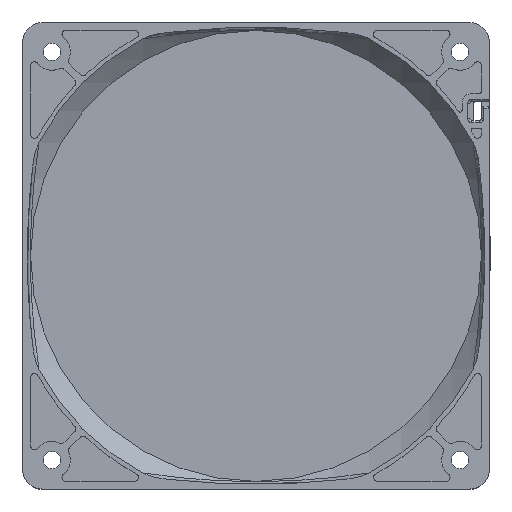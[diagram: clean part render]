
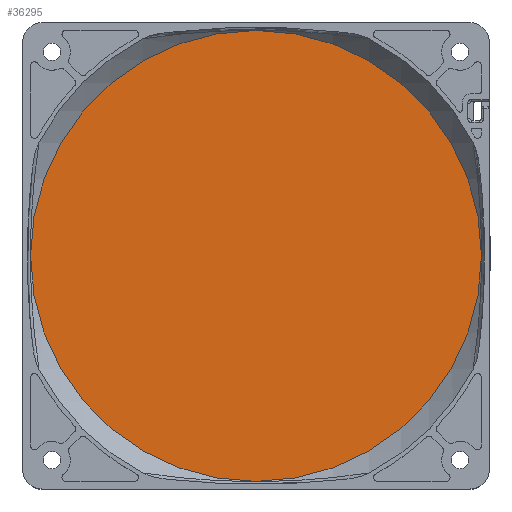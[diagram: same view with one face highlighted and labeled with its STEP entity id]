
A CAD part, top view. The second image highlights one B-rep face of the part: STEP entity #36295.
In plain terms, the highlighted planar face has unit normal (0, 0, 1).
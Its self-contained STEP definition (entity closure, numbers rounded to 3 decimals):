
#10793=CARTESIAN_POINT('',(0.,0.,-5.));
#10794=DIRECTION('',(0.,0.,1.));
#10795=DIRECTION('',(0.,1.,0.));
#10796=AXIS2_PLACEMENT_3D('',#10793,#10794,#10795);
#10840=CARTESIAN_POINT('',(0.,0.,-5.));
#10841=DIRECTION('',(0.,0.,1.));
#10842=DIRECTION('',(0.,-1.,0.));
#10843=AXIS2_PLACEMENT_3D('',#10840,#10841,#10842);
#16579=CARTESIAN_POINT('',(0.,58.,-5.));
#16580=CARTESIAN_POINT('',(0.,-58.,-5.));
#16581=VERTEX_POINT('',#16579);
#16582=VERTEX_POINT('',#16580);
#36285=CARTESIAN_POINT('',(0.,0.,-5.));
#36286=DIRECTION('',(0.,0.,1.));
#36287=DIRECTION('',(1.,0.,0.));
#36288=AXIS2_PLACEMENT_3D('',#36285,#36286,#36287);
#36289=PLANE('',#36288);
#36290=ORIENTED_EDGE('',*,*,#36268,.F.);
#36292=ORIENTED_EDGE('',*,*,#36291,.F.);
#36293=EDGE_LOOP('',(#36290,#36292));
#36294=FACE_OUTER_BOUND('',#36293,.F.);
#36295=ADVANCED_FACE('',(#36294),#36289,.T.);
#10797=CIRCLE('',#10796,58.);
#10844=CIRCLE('',#10843,58.);
#36268=EDGE_CURVE('',#16581,#16582,#10797,.T.);
#36291=EDGE_CURVE('',#16582,#16581,#10844,.T.);
